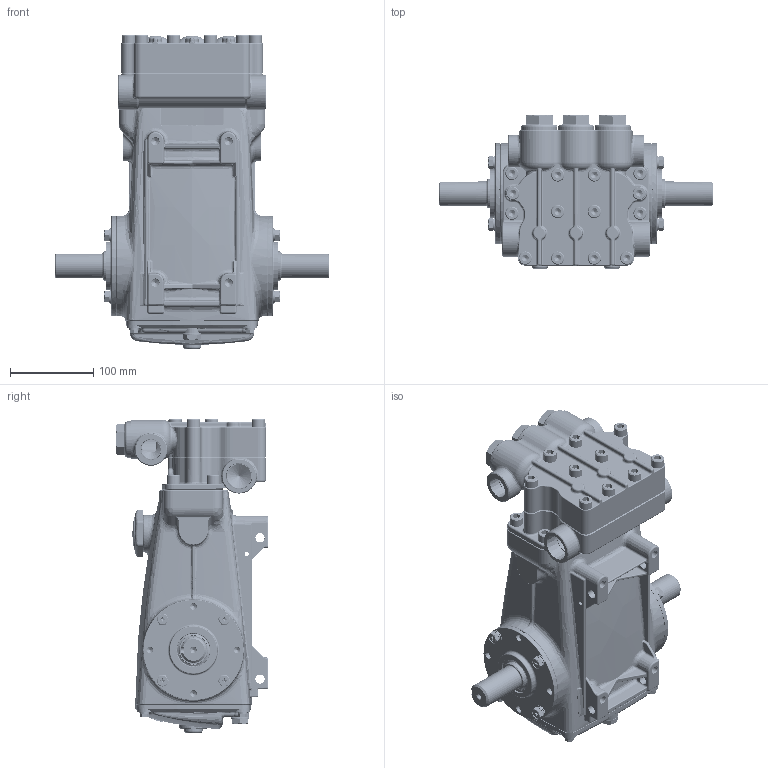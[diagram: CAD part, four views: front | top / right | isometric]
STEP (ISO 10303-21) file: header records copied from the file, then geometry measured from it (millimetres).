
FILE_DESCRIPTION (( 'STEP AP203' ), '1' );
FILE_NAME ('1541C.STEP', '2022-11-11T16:46:46', ( '' ), ( '' ), 'SwSTEP 2.0', 'SolidWorks 2022', '' );
FILE_SCHEMA (( 'CONFIG_CONTROL_DESIGN' ));
Products named in the file (1): 1541C
Bounding box: 330 x 183.5 x 377.9 mm (x, y, z)
Volume: 3684175.3 mm3; surface area: 885786.6 mm2
Topology: 72 solids, 72 shells, 5315 faces, 12823 edges, 7536 vertices
Faces by surface type: plane 1463, cylinder 1292, bspline 980, cone 883, torus 593, sphere 104
Entity records: 237270 total; most frequent: CARTESIAN_POINT 122940, ORIENTED_EDGE 24950, DIRECTION 22529, EDGE_CURVE 12475, AXIS2_PLACEMENT_3D 9253, VERTEX_POINT 7532, EDGE_LOOP 5725, ADVANCED_FACE 5314
